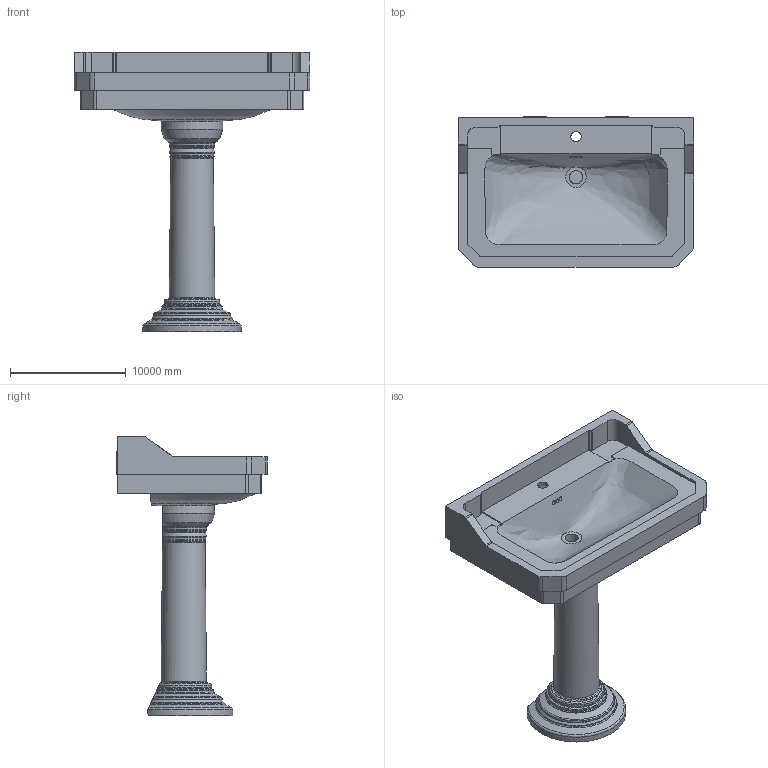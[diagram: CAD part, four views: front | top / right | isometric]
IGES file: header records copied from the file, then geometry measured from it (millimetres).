
Global section: file name: 70000; native system: AutoCAD 2016 - English; preprocessor: Autodesk Translation Framework DWG producer (atf_dwg_producer); organization: unknown; date: 20161027.164042; units: inch
Bounding box: 20320 x 12979.4 x 24130 mm (x, y, z)
Volume: 771236830734.9 mm3; surface area: 1374842923.4 mm2
Topology: 2 solids, 2 shells, 282 faces, 799 edges, 533 vertices
Faces by surface type: bspline 282
